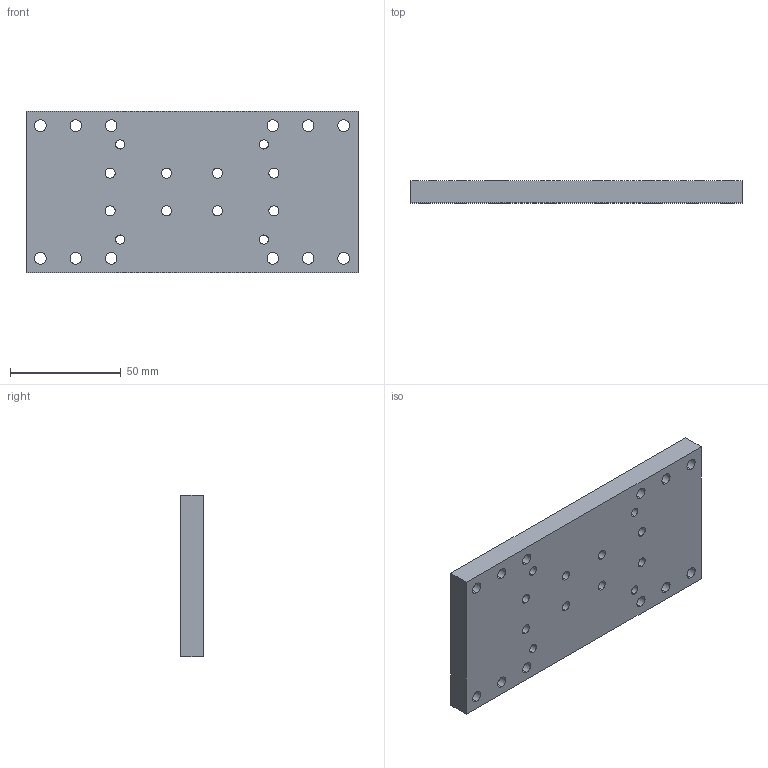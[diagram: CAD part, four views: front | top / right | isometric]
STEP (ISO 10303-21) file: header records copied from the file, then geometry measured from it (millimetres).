
FILE_DESCRIPTION (( 'STEP AP214' ), '1' );
FILE_NAME ('XW-USI-018-chariot-rail-Y.STEP', '2020-05-25T07:04:38', ( '' ), ( '' ), 'SwSTEP 2.0', 'SolidWorks 2016', '' );
FILE_SCHEMA (( 'AUTOMOTIVE_DESIGN' ));
Length unit declared in the file: millimetre
Products named in the file (1): XW-USI-018-chariot-rail-Y
Bounding box: 150 x 10 x 73 mm (x, y, z)
Volume: 100477.3 mm3; surface area: 30395.9 mm2
Topology: 1 solids, 1 shells, 114 faces, 276 edges, 184 vertices
Faces by surface type: cylinder 88, plane 26
Entity records: 3720 total; most frequent: DIRECTION 682, CARTESIAN_POINT 575, ORIENTED_EDGE 552, AXIS2_PLACEMENT_3D 291, EDGE_CURVE 276, VERTEX_POINT 184, EDGE_LOOP 182, CIRCLE 176
